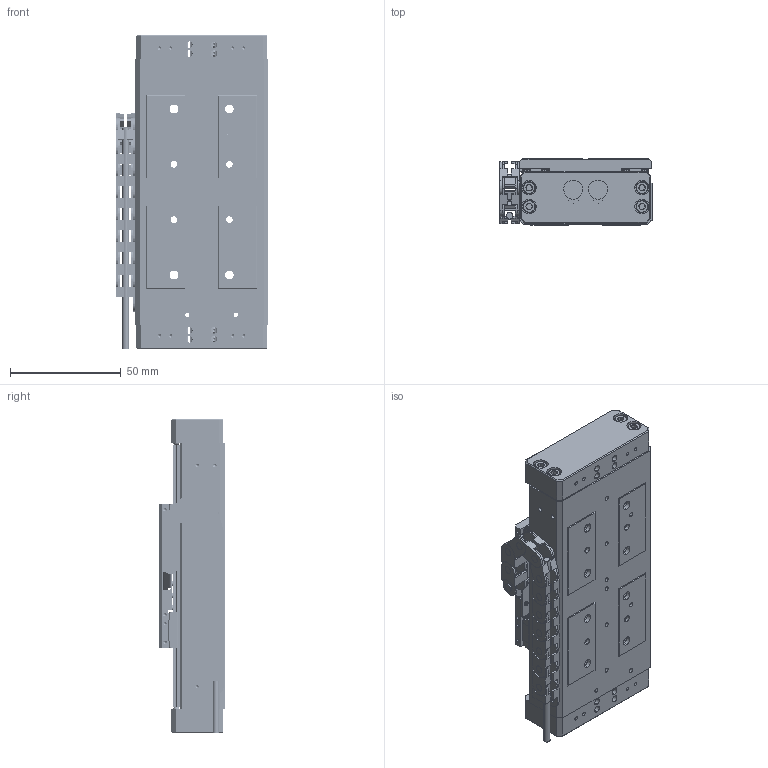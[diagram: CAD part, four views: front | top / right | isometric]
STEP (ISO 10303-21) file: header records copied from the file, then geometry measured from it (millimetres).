
FILE_DESCRIPTION (( 'STEP AP214' ), '1' );
FILE_NAME ('PPS-60-32XXX.STEP', '2023-03-01T23:13:05', ( '' ), ( '' ), 'SwSTEP 2.0', 'SolidWorks 2020', '' );
FILE_SCHEMA (( 'AUTOMOTIVE_DESIGN' ));
Length unit declared in the file: millimetre
Products named in the file (22): Dowel Pin, M-DIN_M01.5 x 005; 130174 Bearing Slide Rail, PPS-60_050mm; Dowel Pin, E-NR_E1''16 x 3''8in; PPS-60, Base, Master Part_050mm; 430562 PPS-60, Cable Clamp, Carriage; 430559 PPS-60, Carriage, L65mm; SCREW, MS-PPH, M-JCIS_M2 x 0.4 x 6mm; 430561 Dowel Pin Press Fit Assembly; IGUS chain, PPS-60_050mm; IGUS chain link; Cable Chain exit cable; Set Screw, Cup-H, M-DIN_M3 x 0.5 x 04mm; SCREW, SHCS-S, M-DIN_M2 x 0.4 x 03mm; SCREW, SHCS-S, M-DIN_M3 x 0.5 x 12mm; IGUS chain, end link; Screw, SHCS-L, M-DIN_M3 x 0.5 x 06mm; SCREW, MS-PPH, M-JCIS_M1.6 x 0.35 x 4mm; PPS-60-32XXX; 130174 PPS-60, Bearing Block; 430561 PPS-60, End Support, Linear Shaft; 1-8 Ball
Assembly tree (88 placements, depth 3):
  PPS-60-32XXX
    PPS-60, Base, Master Part_050mm
    430559 PPS-60, Carriage, L65mm
    430562 PPS-60, Cable Clamp, Carriage
    SCREW, SHCS-S, M-DIN_M3 x 0.5 x 12mm  x8
    SCREW, MS-PPH, M-JCIS_M1.6 x 0.35 x 4mm  x4
    SCREW, SHCS-S, M-DIN_M2 x 0.4 x 03mm  x8
    Dowel Pin, M-DIN_M01.5 x 005  x4
    130174 PPS-60, Bearing Block  x4
    130174 Bearing Slide Rail, PPS-60_050mm  x2
    SCREW, MS-PPH, M-JCIS_M2 x 0.4 x 6mm  x16
    1-8 Ball  x4
    Screw, SHCS-L, M-DIN_M3 x 0.5 x 06mm  x5
    430561 Dowel Pin Press Fit Assembly
      430561 PPS-60, End Support, Linear Shaft
      Dowel Pin, E-NR_E1''16 x 3''8in  x4
    430561 Dowel Pin Press Fit Assembly
      430561 PPS-60, End Support, Linear Shaft
      Dowel Pin, E-NR_E1''16 x 3''8in  x4
    Set Screw, Cup-H, M-DIN_M3 x 0.5 x 04mm  x4
    IGUS chain, PPS-60_050mm
      IGUS chain, end link
      IGUS chain link  x11
    Cable Chain exit cable
Bounding box: 68.7 x 30 x 142 mm (x, y, z)
Volume: 121892.3 mm3; surface area: 73712.5 mm2
Topology: 85 solids, 85 shells, 4095 faces, 9985 edges, 6151 vertices
Faces by surface type: plane 1980, cylinder 1258, cone 557, torus 292, sphere 8
Entity records: 48251 total; most frequent: CARTESIAN_POINT 8950, DIRECTION 8123, ORIENTED_EDGE 7322, EDGE_CURVE 3661, AXIS2_PLACEMENT_3D 3017, VERTEX_POINT 2354, VECTOR 2089, LINE 2089
